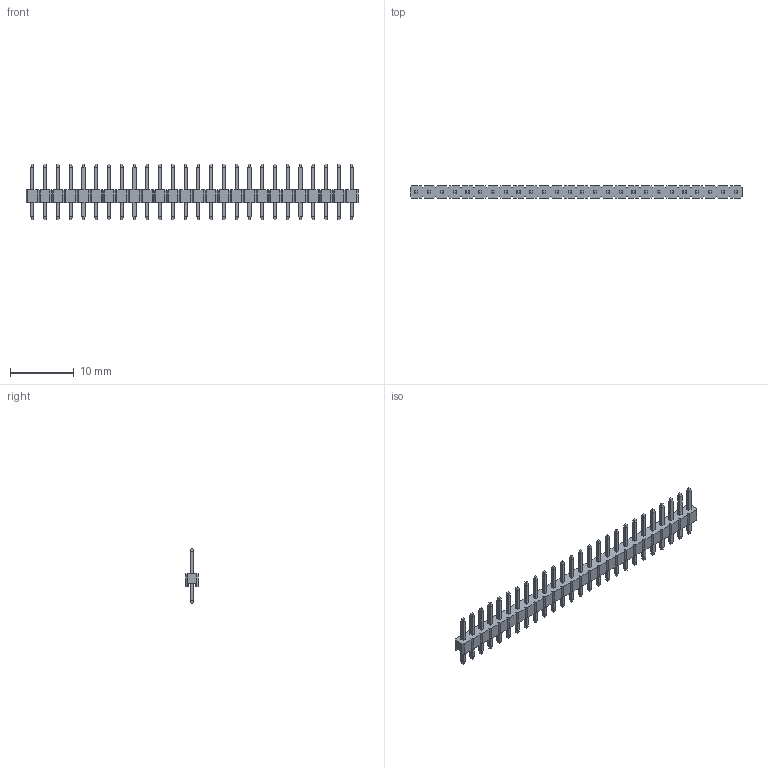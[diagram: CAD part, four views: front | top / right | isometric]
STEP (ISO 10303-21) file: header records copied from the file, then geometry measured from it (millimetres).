
FILE_DESCRIPTION(/* description */ (''),/* implementation_level */ '2;1');
FILE_NAME(/* name */ 'pin header 1x26 pitch 2mm heigth 5mm',/* time_stamp */ '2019-04-01T18:04:04+02:00',/* author */ (''),/* organization */ (''),/* preprocessor_version */ 'ST-DEVELOPER v16.5',/* originating_system */ '',/* authorisation */ '');
FILE_SCHEMA (('AUTOMOTIVE_DESIGN'));
Length unit declared in the file: millimetre
Products named in the file (1): Document
Bounding box: 52 x 2 x 8.7 mm (x, y, z)
Volume: 212.8 mm3; surface area: 1007.5 mm2
Topology: 27 solids, 27 shells, 684 faces, 1682 edges, 1052 vertices
Faces by surface type: plane 684
Entity records: 17410 total; most frequent: CARTESIAN_POINT 5102, ORIENTED_EDGE 3364, EDGE_CURVE 1682, B_SPLINE_CURVE_WITH_KNOTS 1682, VERTEX_POINT 1052, EDGE_LOOP 736, DIRECTION 688, AXIS2_PLACEMENT_3D 686
